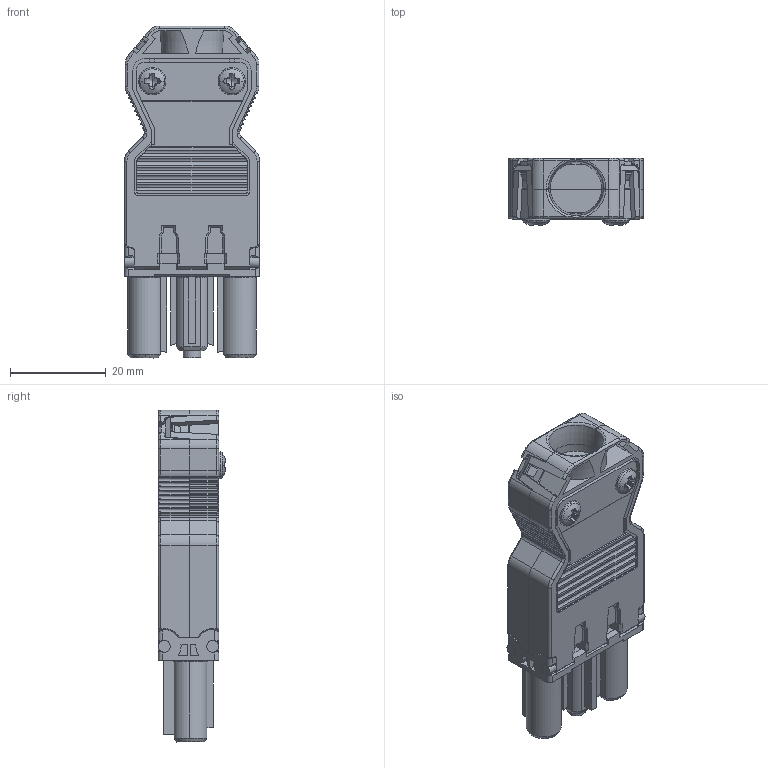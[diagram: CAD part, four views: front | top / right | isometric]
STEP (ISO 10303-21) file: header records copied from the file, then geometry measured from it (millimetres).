
FILE_DESCRIPTION (( 'STEP AP214' ), '1' );
FILE_NAME ('6108056.stp', '2017-08-16T12:43:04', ( '' ), ( '' ), 'SwSTEP 2.0', 'SolidWorks 2016', '' );
FILE_SCHEMA (( 'AUTOMOTIVE_DESIGN' ));
Length unit declared in the file: millimetre
Products named in the file (5): P_6108056_5_Standard; P_6108056_4_Standard; P_6108056_3_Standard; 6108056; P_6108056_6_Standard
Assembly tree (5 placements, depth 2):
  6108056
    P_6108056_3_Standard
    P_6108056_5_Standard
    P_6108056_4_Standard  x2
    P_6108056_6_Standard
Bounding box: 28.2 x 14.06 x 69.4 mm (x, y, z)
Volume: 13855.7 mm3; surface area: 14214.4 mm2
Topology: 4 solids, 15 shells, 1403 faces, 3850 edges, 2491 vertices
Faces by surface type: plane 719, cylinder 465, torus 88, cone 76, bspline 49, sphere 6
Entity records: 47234 total; most frequent: CARTESIAN_POINT 14066, ORIENTED_EDGE 7280, DIRECTION 6227, EDGE_CURVE 3656, VERTEX_POINT 2367, VECTOR 2095, LINE 2095, AXIS2_PLACEMENT_3D 2066
